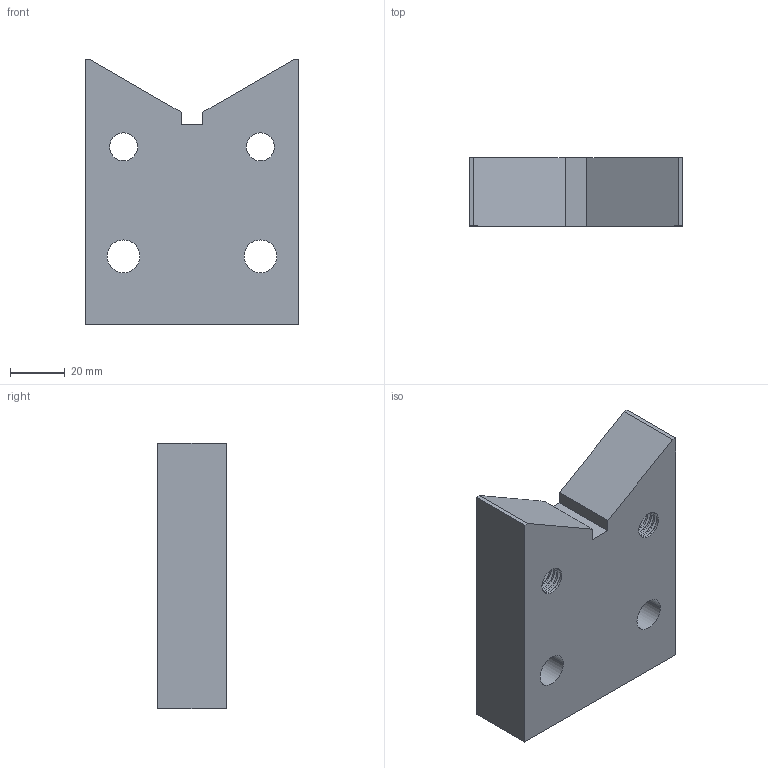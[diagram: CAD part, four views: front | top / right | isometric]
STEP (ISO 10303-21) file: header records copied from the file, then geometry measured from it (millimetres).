
FILE_DESCRIPTION(('STEP AP214'),'1');
FILE_NAME(' ',' ',('TraceParts'),('TraceParts S.A.'),'XStep 1.0',' ',' ');
FILE_SCHEMA(('automotive_design'));
Length unit declared in the file: millimetre
Products named in the file (1): 1
Bounding box: 78 x 25 x 97 mm (x, y, z)
Volume: 157809.1 mm3; surface area: 26606.6 mm2
Topology: 1 solids, 1 shells, 300 faces, 614 edges, 316 vertices
Faces by surface type: torus 112, cone 112, cylinder 64, plane 12
Entity records: 14836 total; most frequent: DIRECTION 1624, STYLED_ITEM 1231, PRESENTATION_STYLE_ASSIGNMENT 1231, CARTESIAN_POINT 1231, COLOUR_RGB 1231, ORIENTED_EDGE 1228, AXIS2_PLACEMENT_3D 709, EDGE_CURVE 614
